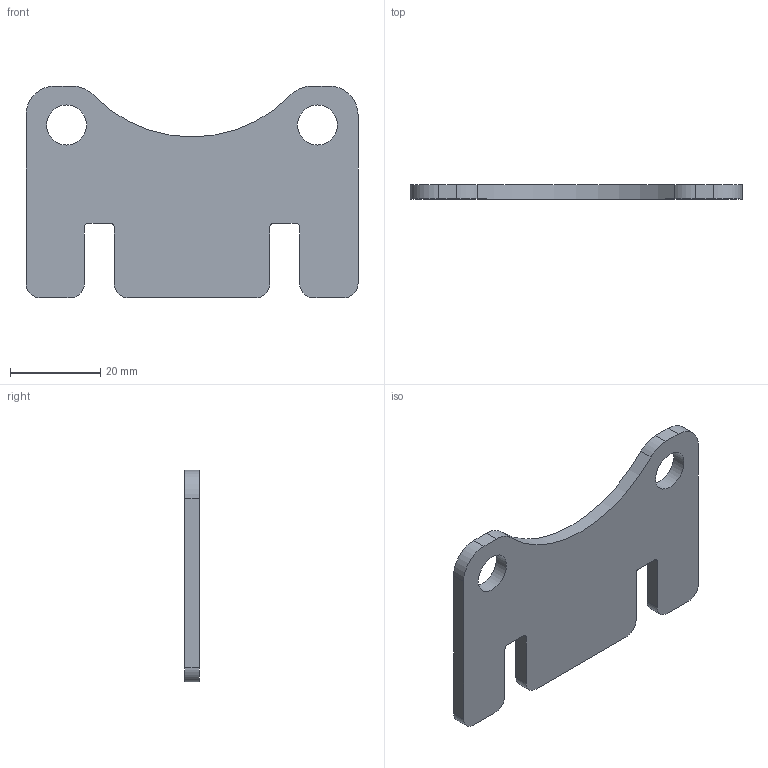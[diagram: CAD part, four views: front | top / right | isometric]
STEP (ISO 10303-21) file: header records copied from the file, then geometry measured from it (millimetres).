
FILE_DESCRIPTION((''),'2;1');
FILE_NAME('V10270.stp','2013-04-12T13:06:39',('areid'),(''),'Autodesk Inventor 2013','Autodesk Inventor 2013','');
FILE_SCHEMA(('AUTOMOTIVE_DESIGN { 1 0 10303 214 1 1 1 1 }'));
Length unit declared in the file: inch
Products named in the file (1): V10270
Bounding box: 73.66 x 3.17 x 46.99 mm (x, y, z)
Volume: 8622.2 mm3; surface area: 6556.7 mm2
Topology: 1 solids, 1 shells, 32 faces, 90 edges, 60 vertices
Faces by surface type: cylinder 17, plane 15
Full cylindrical faces by diameter (mm): 8.89 x2
Entity records: 1074 total; most frequent: DIRECTION 188, CARTESIAN_POINT 181, ORIENTED_EDGE 176, EDGE_CURVE 88, AXIS2_PLACEMENT_3D 67, VERTEX_POINT 60, VECTOR 54, LINE 54
